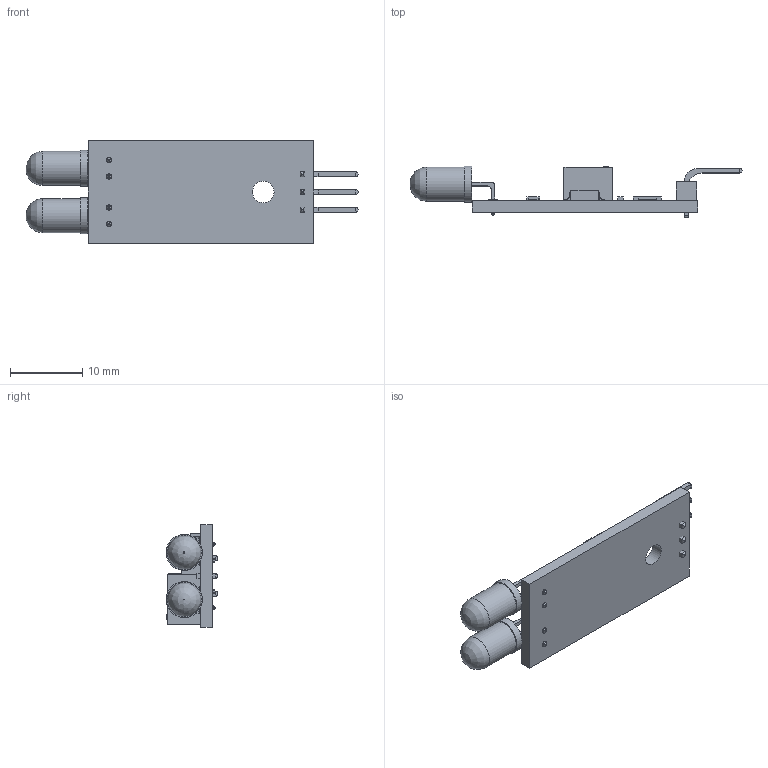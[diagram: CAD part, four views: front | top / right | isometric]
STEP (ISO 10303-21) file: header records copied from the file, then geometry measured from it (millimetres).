
FILE_DESCRIPTION(/* description */ (''),/* implementation_level */ '2;1');
FILE_NAME(/* name */ 'IR Controller v2.step',/* time_stamp */ '2022-01-27T16:47:39+01:00',/* author */ (''),/* organization */ (''),/* preprocessor_version */ 'ST-DEVELOPER v18.1',/* originating_system */ 'Autodesk Translation Framework v10.13.0.1454',/* authorisation */ '');
FILE_SCHEMA (('AUTOMOTIVE_DESIGN { 1 0 10303 214 3 1 1 }'));
Length unit declared in the file: millimetre
Products named in the file (1): IR Controller
Bounding box: 45.83 x 7.15 x 14.2 mm (x, y, z)
Volume: 1316.7 mm3; surface area: 2101.1 mm2
Topology: 51 solids, 51 shells, 458 faces, 1014 edges, 662 vertices
Faces by surface type: plane 358, cylinder 98, bspline 2
Full cylindrical faces by diameter (mm): 0.7 x1, 0.75 x8, 1.25 x4, 3 x3, 4.7 x2, 5 x2
Entity records: 12588 total; most frequent: CARTESIAN_POINT 2187, DIRECTION 2088, ORIENTED_EDGE 2028, EDGE_CURVE 1014, LINE 854, VECTOR 854, VERTEX_POINT 662, AXIS2_PLACEMENT_3D 617
